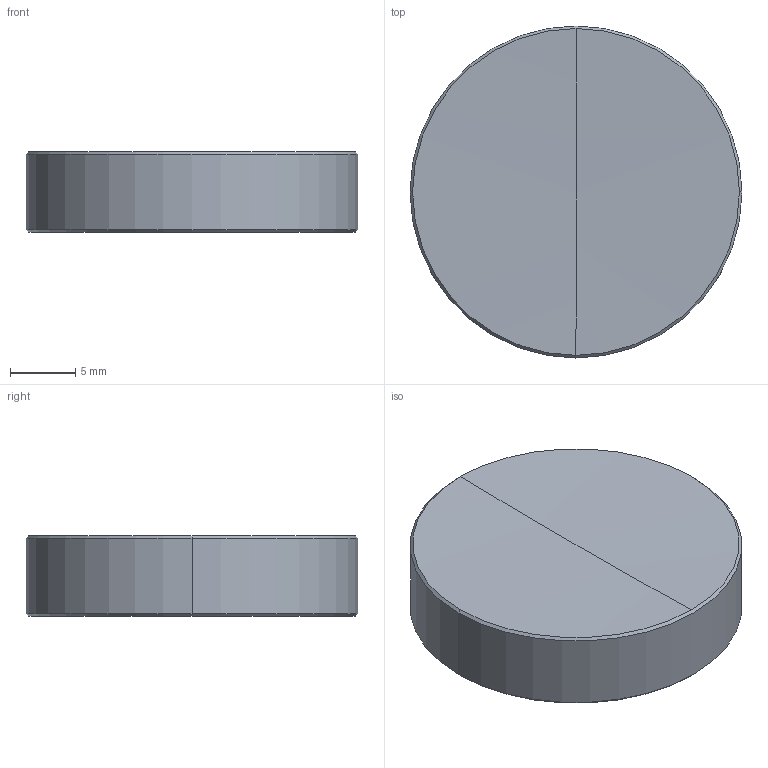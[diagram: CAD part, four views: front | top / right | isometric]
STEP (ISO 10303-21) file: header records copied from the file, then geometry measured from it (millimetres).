
FILE_DESCRIPTION (( 'STEP AP203' ), '1' );
FILE_NAME ('TTN153295-E0W.STEP', '2018-12-17T20:26:40', ( '' ), ( '' ), 'SwSTEP 2.0', 'SolidWorks 2018', '' );
FILE_SCHEMA (( 'CONFIG_CONTROL_DESIGN' ));
Length unit declared in the file: millimetre
Products named in the file (1): TTN153295-E0W
Bounding box: 25.4 x 25.4 x 6.16 mm (x, y, z)
Volume: 3078 mm3; surface area: 1486.2 mm2
Topology: 1 solids, 1 shells, 41 faces, 293 edges, 286 vertices
Faces by surface type: plane 33, cone 4, cylinder 2, sphere 2
Entity records: 4128 total; most frequent: CARTESIAN_POINT 1885, ORIENTED_EDGE 586, EDGE_CURVE 293, VERTEX_POINT 286, DIRECTION 265, LINE 157, VECTOR 157, B_SPLINE_CURVE_WITH_KNOTS 124
